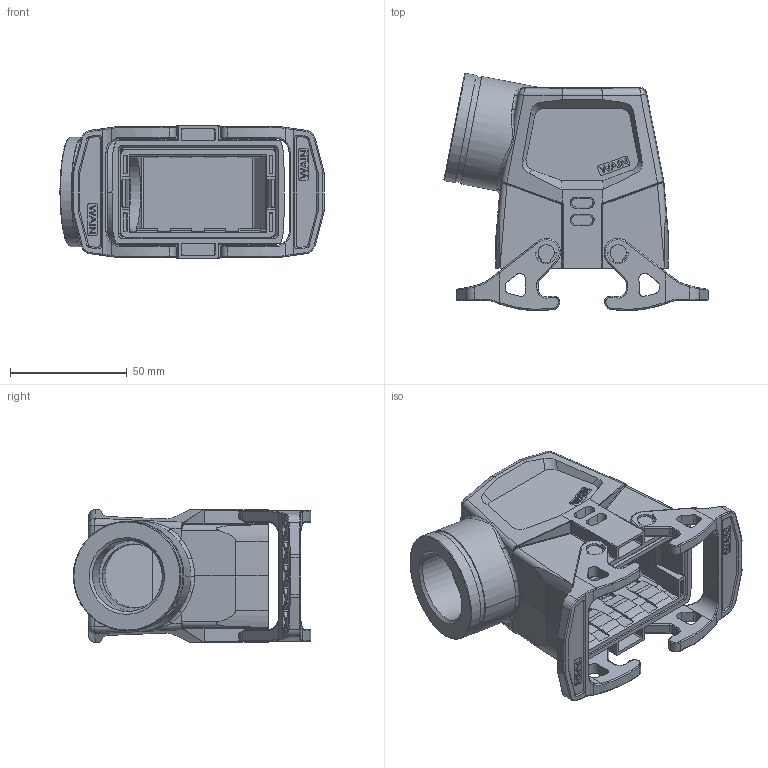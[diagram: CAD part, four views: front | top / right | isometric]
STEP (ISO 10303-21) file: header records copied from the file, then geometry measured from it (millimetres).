
FILE_DESCRIPTION(/* description */ (''),/* implementation_level */ '2;1');
FILE_NAME(/* name */ '3D_1290105471500_HM10B.P-SEH-2L-M32_V1.0.stp',/* time_stamp */ '2024-03-20T16:08:26+08:00',/* author */ (''),/* organization */ (''),/* preprocessor_version */ 'ST-DEVELOPER v18.1',/* originating_system */ 'SIEMENS PLM Software NX 1980',/* authorisation */ '');
FILE_SCHEMA (('AUTOMOTIVE_DESIGN { 1 0 10303 214 3 1 1 1 }'));
Products named in the file (1): _model2
Bounding box: 113.34 x 101.9 x 57 mm (x, y, z)
Volume: 126420.3 mm3; surface area: 68809.6 mm2
Topology: 1 solids, 3 shells, 1573 faces, 4309 edges, 2773 vertices
Faces by surface type: plane 798, cylinder 559, torus 140, bspline 42, cone 22, sphere 12
Full cylindrical faces by diameter (mm): 27.5 x1, 30.5 x2, 45.8 x1, 47 x1
Entity records: 54036 total; most frequent: CARTESIAN_POINT 15834, ORIENTED_EDGE 8580, DIRECTION 7020, EDGE_CURVE 4290, VERTEX_POINT 2773, LINE 2398, VECTOR 2398, AXIS2_PLACEMENT_3D 2311
